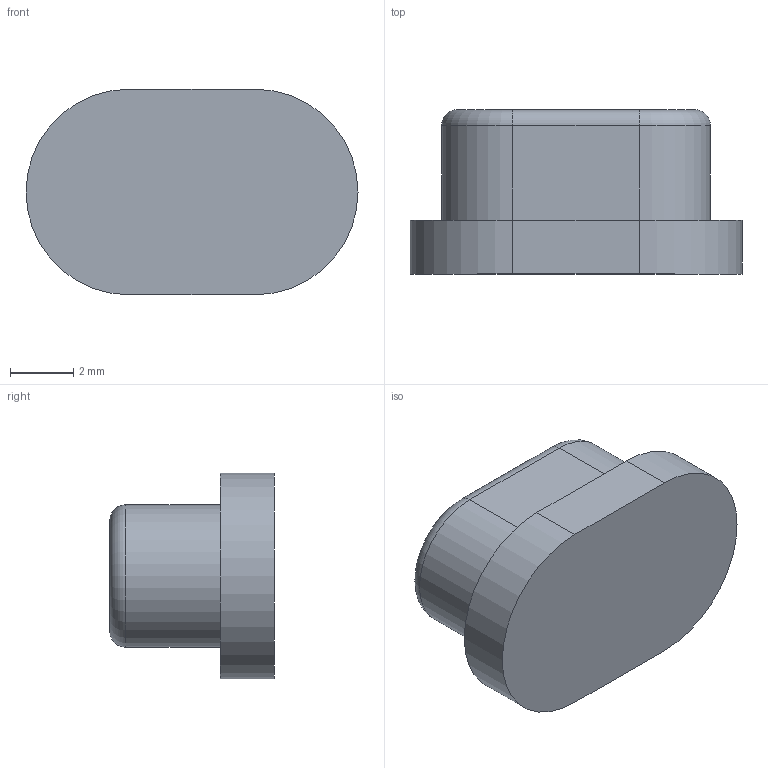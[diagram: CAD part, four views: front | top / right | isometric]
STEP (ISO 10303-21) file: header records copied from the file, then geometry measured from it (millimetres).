
FILE_DESCRIPTION (( 'STEP AP214' ), '1' );
FILE_NAME ('Menu Button - Clicky.STEP', '2023-08-06T22:16:45', ( '' ), ( '' ), 'SwSTEP 2.0', 'SolidWorks 2021', '' );
FILE_SCHEMA (( 'AUTOMOTIVE_DESIGN' ));
Length unit declared in the file: millimetre
Products named in the file (1): Menu Button - Clicky
Bounding box: 10.5 x 5.2 x 6.5 mm (x, y, z)
Volume: 217.7 mm3; surface area: 246.1 mm2
Topology: 1 solids, 1 shells, 67 faces, 176 edges, 116 vertices
Faces by surface type: plane 52, bspline 7, cylinder 6, torus 2
Entity records: 2432 total; most frequent: CARTESIAN_POINT 775, ORIENTED_EDGE 352, DIRECTION 298, EDGE_CURVE 176, LINE 148, VECTOR 148, VERTEX_POINT 116, AXIS2_PLACEMENT_3D 75
